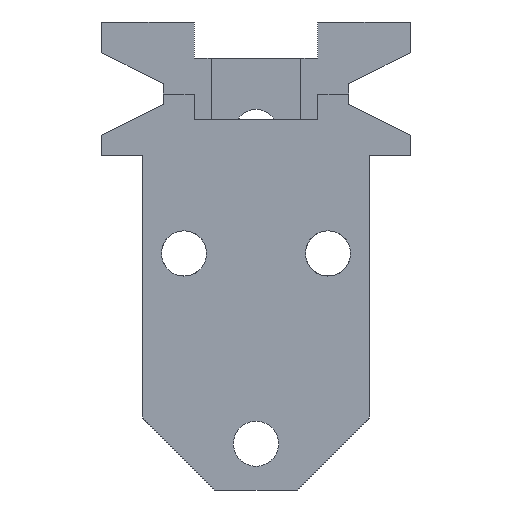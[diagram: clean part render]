
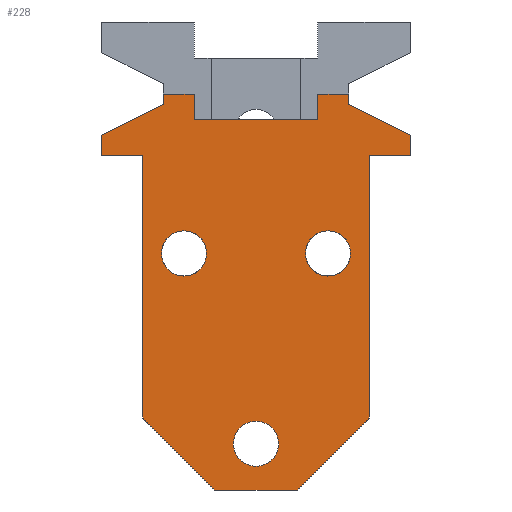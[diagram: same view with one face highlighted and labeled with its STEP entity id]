
A CAD part, front view. The second image highlights one B-rep face of the part: STEP entity #228.
In plain terms, the highlighted planar face has unit normal (0, -1, 0).
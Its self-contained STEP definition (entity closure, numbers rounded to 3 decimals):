
#228=ADVANCED_FACE('NONE',(#620,#621,#622,#623),#624,.F.);
#310=EDGE_CURVE('NONE',#748,#755,#758,.T.);
#314=EDGE_CURVE('NONE',#761,#764,#765,.T.);
#318=EDGE_CURVE('NONE',#764,#770,#771,.T.);
#326=EDGE_CURVE('NONE',#780,#748,#783,.T.);
#346=EDGE_CURVE('NONE',#770,#812,#813,.T.);
#360=EDGE_CURVE('NONE',#833,#830,#834,.T.);
#380=EDGE_CURVE('NONE',#861,#861,#862,.T.);
#382=EDGE_CURVE('NONE',#864,#864,#865,.T.);
#384=EDGE_CURVE('NONE',#867,#867,#868,.T.);
#386=EDGE_CURVE('NONE',#755,#870,#871,.T.);
#388=EDGE_CURVE('NONE',#873,#870,#874,.T.);
#390=EDGE_CURVE('NONE',#873,#876,#877,.T.);
#392=EDGE_CURVE('NONE',#876,#879,#880,.T.);
#394=EDGE_CURVE('NONE',#882,#879,#883,.T.);
#396=EDGE_CURVE('NONE',#812,#882,#885,.T.);
#398=EDGE_CURVE('NONE',#887,#761,#888,.T.);
#400=EDGE_CURVE('NONE',#887,#890,#891,.T.);
#402=EDGE_CURVE('NONE',#890,#833,#893,.T.);
#404=EDGE_CURVE('NONE',#830,#895,#896,.T.);
#406=EDGE_CURVE('NONE',#895,#898,#899,.T.);
#408=EDGE_CURVE('NONE',#898,#780,#901,.T.);
#620=FACE_BOUND('',#1148,.T.);
#621=FACE_BOUND('',#1149,.T.);
#622=FACE_BOUND('',#1150,.T.);
#623=FACE_OUTER_BOUND('',#1151,.T.);
#624=PLANE('',#1152);
#748=VERTEX_POINT('NONE',#1277);
#755=VERTEX_POINT('NONE',#1288);
#758=LINE('',#1293,#1294);
#761=VERTEX_POINT('NONE',#1298);
#764=VERTEX_POINT('NONE',#1303);
#765=LINE('',#1304,#1305);
#770=VERTEX_POINT('NONE',#1313);
#771=LINE('',#1314,#1315);
#780=VERTEX_POINT('NONE',#1329);
#783=LINE('',#1334,#1335);
#812=VERTEX_POINT('NONE',#1418);
#813=LINE('',#1419,#1420);
#830=VERTEX_POINT('NONE',#1448);
#833=VERTEX_POINT('NONE',#1453);
#834=LINE('',#1454,#1455);
#861=VERTEX_POINT('',#1500);
#862=CIRCLE('',#1501,2.2);
#864=VERTEX_POINT('',#1504);
#865=CIRCLE('',#1505,2.2);
#867=VERTEX_POINT('',#1508);
#868=CIRCLE('',#1509,2.2);
#870=VERTEX_POINT('NONE',#1512);
#871=LINE('',#1513,#1514);
#873=VERTEX_POINT('NONE',#1517);
#874=LINE('',#1518,#1519);
#876=VERTEX_POINT('NONE',#1522);
#877=LINE('',#1523,#1524);
#879=VERTEX_POINT('NONE',#1527);
#880=LINE('',#1528,#1529);
#882=VERTEX_POINT('NONE',#1532);
#883=LINE('',#1533,#1534);
#885=LINE('',#1537,#1538);
#887=VERTEX_POINT('NONE',#1541);
#888=LINE('',#1542,#1543);
#890=VERTEX_POINT('NONE',#1546);
#891=LINE('',#1547,#1548);
#893=LINE('',#1551,#1552);
#895=VERTEX_POINT('NONE',#1555);
#896=LINE('',#1556,#1557);
#898=VERTEX_POINT('NONE',#1560);
#899=LINE('',#1561,#1562);
#901=LINE('',#1565,#1566);
#1148=EDGE_LOOP('',(#2057));
#1149=EDGE_LOOP('',(#2058));
#1150=EDGE_LOOP('',(#2059));
#1151=EDGE_LOOP('',(#2060,#2061,#2062,#2063,#2064,#2065,#2066,#2067,#2068,#2069,#2070,#2071,#2072,#2073,#2074,#2075,#2076,#2077));
#1152=AXIS2_PLACEMENT_3D('',#2078,#2079,#2080);
#1277=CARTESIAN_POINT('',(-18.251,322.336,228.357));
#1288=CARTESIAN_POINT('',(-24.251,322.336,231.357));
#1293=CARTESIAN_POINT('',(-18.251,322.336,228.357));
#1294=VECTOR('',#2435,1.0);
#1298=CARTESIAN_POINT('',(-48.251,322.336,226.357));
#1303=CARTESIAN_POINT('',(-48.251,322.336,228.357));
#1304=CARTESIAN_POINT('',(-48.251,322.336,226.357));
#1305=VECTOR('',#2437,1.0);
#1313=CARTESIAN_POINT('',(-42.251,322.336,231.357));
#1314=CARTESIAN_POINT('',(-48.251,322.336,228.357));
#1315=VECTOR('',#2439,1.0);
#1329=CARTESIAN_POINT('',(-18.251,322.336,226.357));
#1334=CARTESIAN_POINT('',(-18.251,322.336,226.357));
#1335=VECTOR('',#2443,1.0);
#1418=CARTESIAN_POINT('',(-42.251,322.336,232.357));
#1419=CARTESIAN_POINT('',(-42.251,322.336,231.357));
#1420=VECTOR('',#2451,1.0);
#1448=CARTESIAN_POINT('',(-29.251,322.336,193.857));
#1453=CARTESIAN_POINT('',(-37.251,322.336,193.857));
#1454=CARTESIAN_POINT('',(-44.251,322.336,193.857));
#1455=VECTOR('',#2458,1.0);
#1500=CARTESIAN_POINT('',(-38.051,322.336,216.857));
#1501=AXIS2_PLACEMENT_3D('',#2470,#2471,#2472);
#1504=CARTESIAN_POINT('',(-24.051,322.336,216.857));
#1505=AXIS2_PLACEMENT_3D('',#2473,#2474,#2475);
#1508=CARTESIAN_POINT('',(-31.051,322.336,198.357));
#1509=AXIS2_PLACEMENT_3D('',#2476,#2477,#2478);
#1512=CARTESIAN_POINT('',(-24.251,322.336,232.357));
#1513=CARTESIAN_POINT('',(-24.251,322.336,231.357));
#1514=VECTOR('',#2479,1.0);
#1517=CARTESIAN_POINT('',(-27.251,322.336,232.357));
#1518=CARTESIAN_POINT('',(-48.251,322.336,232.357));
#1519=VECTOR('',#2480,1.0);
#1522=CARTESIAN_POINT('',(-27.251,322.336,229.857));
#1523=CARTESIAN_POINT('',(-27.251,322.336,239.357));
#1524=VECTOR('',#2481,1.0);
#1527=CARTESIAN_POINT('',(-39.251,322.336,229.857));
#1528=CARTESIAN_POINT('',(-44.251,322.336,229.857));
#1529=VECTOR('',#2482,1.0);
#1532=CARTESIAN_POINT('',(-39.251,322.336,232.357));
#1533=CARTESIAN_POINT('',(-39.251,322.336,239.357));
#1534=VECTOR('',#2483,1.0);
#1537=CARTESIAN_POINT('',(-48.251,322.336,232.357));
#1538=VECTOR('',#2484,1.0);
#1541=CARTESIAN_POINT('',(-44.251,322.336,226.357));
#1542=CARTESIAN_POINT('',(-48.251,322.336,226.357));
#1543=VECTOR('',#2485,1.0);
#1546=CARTESIAN_POINT('',(-44.251,322.336,200.857));
#1547=CARTESIAN_POINT('',(-44.251,322.336,193.857));
#1548=VECTOR('',#2486,1.0);
#1551=CARTESIAN_POINT('',(-37.251,322.336,193.857));
#1552=VECTOR('',#2487,1.0);
#1555=CARTESIAN_POINT('',(-22.251,322.336,200.857));
#1556=CARTESIAN_POINT('',(-22.251,322.336,200.857));
#1557=VECTOR('',#2488,1.0);
#1560=CARTESIAN_POINT('',(-22.251,322.336,226.357));
#1561=CARTESIAN_POINT('',(-22.251,322.336,193.857));
#1562=VECTOR('',#2489,1.0);
#1565=CARTESIAN_POINT('',(-18.251,322.336,226.357));
#1566=VECTOR('',#2490,1.0);
#2057=ORIENTED_EDGE('',*,*,#380,.F.);
#2058=ORIENTED_EDGE('',*,*,#382,.F.);
#2059=ORIENTED_EDGE('',*,*,#384,.F.);
#2060=ORIENTED_EDGE('',*,*,#386,.T.);
#2061=ORIENTED_EDGE('',*,*,#388,.F.);
#2062=ORIENTED_EDGE('',*,*,#390,.T.);
#2063=ORIENTED_EDGE('',*,*,#392,.T.);
#2064=ORIENTED_EDGE('',*,*,#394,.F.);
#2065=ORIENTED_EDGE('',*,*,#396,.F.);
#2066=ORIENTED_EDGE('',*,*,#346,.F.);
#2067=ORIENTED_EDGE('',*,*,#318,.F.);
#2068=ORIENTED_EDGE('',*,*,#314,.F.);
#2069=ORIENTED_EDGE('',*,*,#398,.F.);
#2070=ORIENTED_EDGE('',*,*,#400,.T.);
#2071=ORIENTED_EDGE('',*,*,#402,.T.);
#2072=ORIENTED_EDGE('',*,*,#360,.T.);
#2073=ORIENTED_EDGE('',*,*,#404,.T.);
#2074=ORIENTED_EDGE('',*,*,#406,.T.);
#2075=ORIENTED_EDGE('',*,*,#408,.T.);
#2076=ORIENTED_EDGE('',*,*,#326,.T.);
#2077=ORIENTED_EDGE('',*,*,#310,.T.);
#2078=CARTESIAN_POINT('',(-33.251,322.336,211.857));
#2079=DIRECTION('',(0.0,1.0,0.0));
#2080=DIRECTION('',(0.0,0.0,-1.0));
#2435=DIRECTION('',(-0.894,0.0,0.447));
#2437=DIRECTION('',(0.0,0.0,1.0));
#2439=DIRECTION('',(0.894,0.0,0.447));
#2443=DIRECTION('',(0.0,0.0,1.0));
#2451=DIRECTION('',(0.,0.0,1.0));
#2458=DIRECTION('',(1.0,0.0,0.0));
#2470=CARTESIAN_POINT('',(-40.251,322.336,216.857));
#2471=DIRECTION('',(0.0,-1.0,0.0));
#2472=DIRECTION('',(1.0,0.0,0.0));
#2473=CARTESIAN_POINT('',(-26.251,322.336,216.857));
#2474=DIRECTION('',(0.0,-1.0,0.0));
#2475=DIRECTION('',(1.0,0.0,0.0));
#2476=CARTESIAN_POINT('',(-33.251,322.336,198.357));
#2477=DIRECTION('',(0.0,-1.0,0.0));
#2478=DIRECTION('',(1.0,0.0,0.0));
#2479=DIRECTION('',(0.,0.0,1.0));
#2480=DIRECTION('',(1.0,0.0,0.0));
#2481=DIRECTION('',(0.,0.0,-1.0));
#2482=DIRECTION('',(-1.0,0.0,0.0));
#2483=DIRECTION('',(0.,0.0,-1.0));
#2484=DIRECTION('',(1.0,0.0,0.0));
#2485=DIRECTION('',(-1.0,0.0,0.));
#2486=DIRECTION('',(0.0,0.0,-1.0));
#2487=DIRECTION('',(0.707,0.0,-0.707));
#2488=DIRECTION('',(0.707,0.0,0.707));
#2489=DIRECTION('',(0.0,0.0,1.0));
#2490=DIRECTION('',(1.0,0.0,0.));
